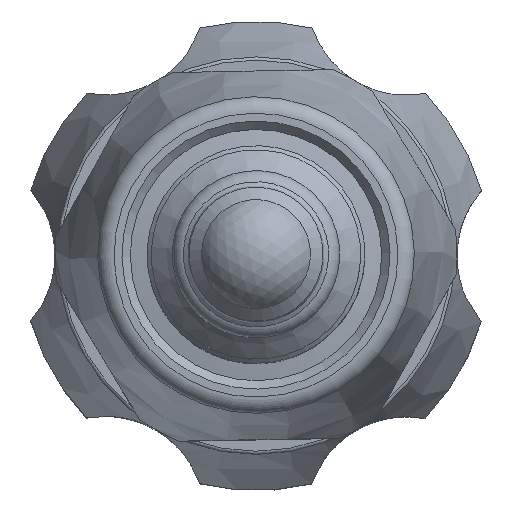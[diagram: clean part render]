
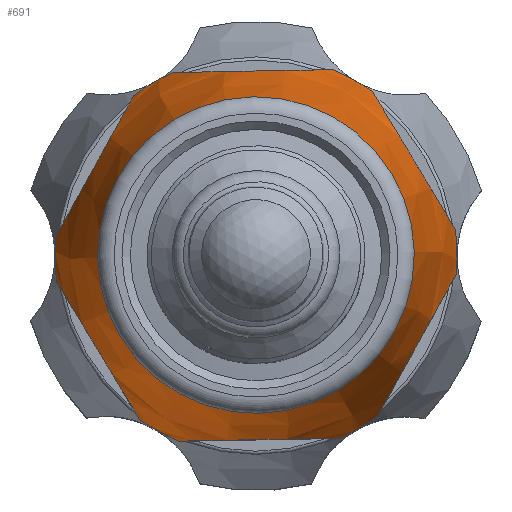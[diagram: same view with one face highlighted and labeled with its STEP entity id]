
A CAD part, top view. The second image highlights one B-rep face of the part: STEP entity #691.
In plain terms, the highlighted conical face has half-angle 11.8 degrees and reference radius 10.642 mm.
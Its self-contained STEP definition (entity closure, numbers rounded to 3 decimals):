
#470=CARTESIAN_POINT('',(4.993,-10.912,27.1));
#471=VERTEX_POINT('',#470);
#478=CARTESIAN_POINT('',(-4.597,-11.085,27.1));
#479=VERTEX_POINT('',#478);
#480=CARTESIAN_POINT('',(4.993,-10.912,27.1));
#481=CARTESIAN_POINT('',(0.198,-10.998,36.275));
#482=CARTESIAN_POINT('',(-4.597,-11.085,27.1));
#490=(BOUNDED_CURVE()B_SPLINE_CURVE(2,(#480,#481,#482),.UNSPECIFIED.,.F.,.U.)B_SPLINE_CURVE_WITH_KNOTS((3,3),(0.0,1.355),.UNSPECIFIED.)CURVE()GEOMETRIC_REPRESENTATION_ITEM()RATIONAL_B_SPLINE_CURVE((1.0,1.091,1.0))REPRESENTATION_ITEM(''));
#491=EDGE_CURVE('',#471,#479,#490,.T.);
#510=CARTESIAN_POINT('',(4.872,-8.098,39.304));
#511=VERTEX_POINT('',#510);
#512=CARTESIAN_POINT('',(0.,0.,39.304));
#513=DIRECTION('',(0.,0.,1.));
#514=DIRECTION('',(-0.516,0.857,0.));
#515=AXIS2_PLACEMENT_3D('',#512,#513,#514);
#516=CIRCLE('',#515,9.45);
#517=EDGE_CURVE('',#511,#511,#516,.T.);
#553=CARTESIAN_POINT('',(0.,0.,33.6));
#554=DIRECTION('',(0.,0.,-1.0));
#555=DIRECTION('',(0.516,-0.857,0.));
#556=AXIS2_PLACEMENT_3D('',#553,#554,#555);
#557=CONICAL_SURFACE('',#556,10.642,11.8);
#558=CARTESIAN_POINT('',(-6.954,-9.78,27.1));
#559=VERTEX_POINT('',#558);
#560=CARTESIAN_POINT('',(-11.898,-1.561,27.1));
#561=VERTEX_POINT('',#560);
#562=CARTESIAN_POINT('',(-6.954,-9.78,27.1));
#563=CARTESIAN_POINT('',(-9.426,-5.671,36.275));
#564=CARTESIAN_POINT('',(-11.898,-1.561,27.1));
#572=(BOUNDED_CURVE()B_SPLINE_CURVE(2,(#562,#563,#564),.UNSPECIFIED.,.F.,.U.)B_SPLINE_CURVE_WITH_KNOTS((3,3),(0.0,1.355),.UNSPECIFIED.)CURVE()GEOMETRIC_REPRESENTATION_ITEM()RATIONAL_B_SPLINE_CURVE((1.0,1.091,1.0))REPRESENTATION_ITEM(''));
#573=EDGE_CURVE('',#559,#561,#572,.T.);
#574=ORIENTED_EDGE('',*,*,#573,.F.);
#575=CARTESIAN_POINT('',(0.,0.,27.1));
#576=DIRECTION('',(0.,0.,-1.));
#577=DIRECTION('',(0.516,-0.857,0.));
#578=AXIS2_PLACEMENT_3D('',#575,#576,#577);
#579=CIRCLE('',#578,12.);
#580=EDGE_CURVE('',#479,#559,#579,.T.);
#581=ORIENTED_EDGE('',*,*,#580,.F.);
#582=ORIENTED_EDGE('',*,*,#491,.F.);
#583=CARTESIAN_POINT('',(7.301,-9.523,27.1));
#584=VERTEX_POINT('',#583);
#585=CARTESIAN_POINT('',(0.,0.,27.1));
#586=DIRECTION('',(0.,0.,-1.));
#587=DIRECTION('',(0.516,-0.857,0.));
#588=AXIS2_PLACEMENT_3D('',#585,#586,#587);
#589=CIRCLE('',#588,12.);
#590=EDGE_CURVE('',#584,#471,#589,.T.);
#591=ORIENTED_EDGE('',*,*,#590,.F.);
#592=CARTESIAN_POINT('',(11.946,-1.132,27.1));
#593=VERTEX_POINT('',#592);
#594=CARTESIAN_POINT('',(11.946,-1.132,27.1));
#595=CARTESIAN_POINT('',(9.624,-5.328,36.275));
#596=CARTESIAN_POINT('',(7.301,-9.523,27.1));
#604=(BOUNDED_CURVE()B_SPLINE_CURVE(2,(#594,#595,#596),.UNSPECIFIED.,.F.,.U.)B_SPLINE_CURVE_WITH_KNOTS((3,3),(0.0,1.355),.UNSPECIFIED.)CURVE()GEOMETRIC_REPRESENTATION_ITEM()RATIONAL_B_SPLINE_CURVE((1.0,1.091,1.0))REPRESENTATION_ITEM(''));
#605=EDGE_CURVE('',#593,#584,#604,.T.);
#606=ORIENTED_EDGE('',*,*,#605,.F.);
#607=CARTESIAN_POINT('',(11.898,1.561,27.1));
#608=VERTEX_POINT('',#607);
#609=CARTESIAN_POINT('',(0.,0.,27.1));
#610=DIRECTION('',(0.,0.,-1.));
#611=DIRECTION('',(0.516,-0.857,0.));
#612=AXIS2_PLACEMENT_3D('',#609,#610,#611);
#613=CIRCLE('',#612,12.);
#614=EDGE_CURVE('',#608,#593,#613,.T.);
#615=ORIENTED_EDGE('',*,*,#614,.F.);
#616=CARTESIAN_POINT('',(6.954,9.78,27.1));
#617=VERTEX_POINT('',#616);
#618=CARTESIAN_POINT('',(6.954,9.78,27.1));
#619=CARTESIAN_POINT('',(9.426,5.671,36.275));
#620=CARTESIAN_POINT('',(11.898,1.561,27.1));
#628=(BOUNDED_CURVE()B_SPLINE_CURVE(2,(#618,#619,#620),.UNSPECIFIED.,.F.,.U.)B_SPLINE_CURVE_WITH_KNOTS((3,3),(0.0,1.355),.UNSPECIFIED.)CURVE()GEOMETRIC_REPRESENTATION_ITEM()RATIONAL_B_SPLINE_CURVE((1.0,1.091,1.0))REPRESENTATION_ITEM(''));
#629=EDGE_CURVE('',#617,#608,#628,.T.);
#630=ORIENTED_EDGE('',*,*,#629,.F.);
#631=CARTESIAN_POINT('',(4.597,11.085,27.1));
#632=VERTEX_POINT('',#631);
#633=CARTESIAN_POINT('',(0.,0.,27.1));
#634=DIRECTION('',(0.,0.,-1.));
#635=DIRECTION('',(0.516,-0.857,0.));
#636=AXIS2_PLACEMENT_3D('',#633,#634,#635);
#637=CIRCLE('',#636,12.);
#638=EDGE_CURVE('',#632,#617,#637,.T.);
#639=ORIENTED_EDGE('',*,*,#638,.F.);
#640=CARTESIAN_POINT('',(-4.993,10.912,27.1));
#641=VERTEX_POINT('',#640);
#642=CARTESIAN_POINT('',(-4.993,10.912,27.1));
#643=CARTESIAN_POINT('',(-0.198,10.998,36.275));
#644=CARTESIAN_POINT('',(4.597,11.085,27.1));
#652=(BOUNDED_CURVE()B_SPLINE_CURVE(2,(#642,#643,#644),.UNSPECIFIED.,.F.,.U.)B_SPLINE_CURVE_WITH_KNOTS((3,3),(0.0,1.355),.UNSPECIFIED.)CURVE()GEOMETRIC_REPRESENTATION_ITEM()RATIONAL_B_SPLINE_CURVE((1.0,1.091,1.0))REPRESENTATION_ITEM(''));
#653=EDGE_CURVE('',#641,#632,#652,.T.);
#654=ORIENTED_EDGE('',*,*,#653,.F.);
#655=CARTESIAN_POINT('',(-7.301,9.523,27.1));
#656=VERTEX_POINT('',#655);
#657=CARTESIAN_POINT('',(0.,0.,27.1));
#658=DIRECTION('',(0.,0.,-1.));
#659=DIRECTION('',(0.516,-0.857,0.));
#660=AXIS2_PLACEMENT_3D('',#657,#658,#659);
#661=CIRCLE('',#660,12.);
#662=EDGE_CURVE('',#656,#641,#661,.T.);
#663=ORIENTED_EDGE('',*,*,#662,.F.);
#664=CARTESIAN_POINT('',(-11.946,1.132,27.1));
#665=VERTEX_POINT('',#664);
#666=CARTESIAN_POINT('',(-11.946,1.132,27.1));
#667=CARTESIAN_POINT('',(-9.624,5.328,36.275));
#668=CARTESIAN_POINT('',(-7.301,9.523,27.1));
#676=(BOUNDED_CURVE()B_SPLINE_CURVE(2,(#666,#667,#668),.UNSPECIFIED.,.F.,.U.)B_SPLINE_CURVE_WITH_KNOTS((3,3),(0.0,1.355),.UNSPECIFIED.)CURVE()GEOMETRIC_REPRESENTATION_ITEM()RATIONAL_B_SPLINE_CURVE((1.0,1.091,1.0))REPRESENTATION_ITEM(''));
#677=EDGE_CURVE('',#665,#656,#676,.T.);
#678=ORIENTED_EDGE('',*,*,#677,.F.);
#679=CARTESIAN_POINT('',(0.,0.,27.1));
#680=DIRECTION('',(0.,0.,-1.));
#681=DIRECTION('',(0.516,-0.857,0.));
#682=AXIS2_PLACEMENT_3D('',#679,#680,#681);
#683=CIRCLE('',#682,12.);
#684=EDGE_CURVE('',#561,#665,#683,.T.);
#685=ORIENTED_EDGE('',*,*,#684,.F.);
#686=EDGE_LOOP('',(#574,#581,#582,#591,#606,#615,#630,#639,#654,#663,#678,#685));
#687=FACE_OUTER_BOUND('',#686,.T.);
#688=ORIENTED_EDGE('',*,*,#517,.F.);
#689=EDGE_LOOP('',(#688));
#690=FACE_BOUND('',#689,.T.);
#691=ADVANCED_FACE('',(#687,#690),#557,.T.);
